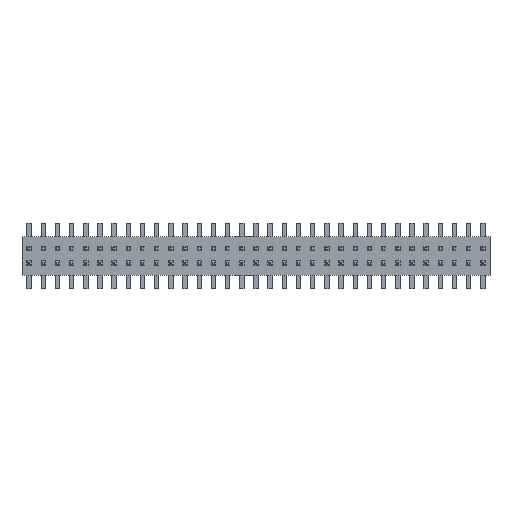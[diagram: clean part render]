
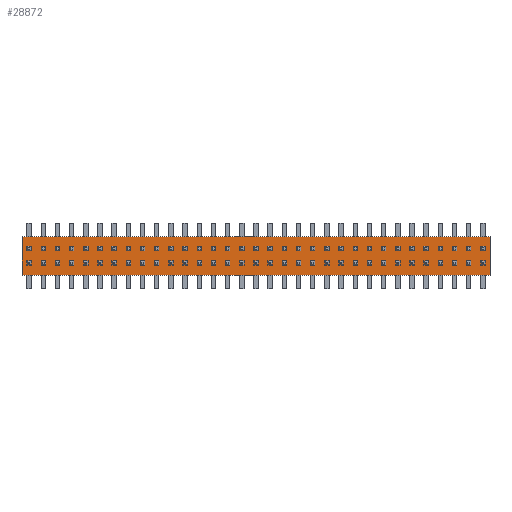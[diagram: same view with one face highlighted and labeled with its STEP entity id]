
A CAD part, top view. The second image highlights one B-rep face of the part: STEP entity #28872.
In plain terms, the highlighted face is planar.
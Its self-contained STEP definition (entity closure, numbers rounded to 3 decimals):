
#28740 = EDGE_CURVE('',#28741,#28743,#28745,.T.);
#28741 = VERTEX_POINT('',#28742);
#28742 = CARTESIAN_POINT('',(-20.955,1.753,-1.715));
#28743 = VERTEX_POINT('',#28744);
#28744 = CARTESIAN_POINT('',(-20.955,1.753,1.715));
#28745 = LINE('',#28746,#28747);
#28746 = CARTESIAN_POINT('',(-20.955,1.753,-1.715));
#28747 = VECTOR('',#28748,1.);
#28748 = DIRECTION('',(0.,0.,1.));
#28780 = EDGE_CURVE('',#28743,#28781,#28783,.T.);
#28781 = VERTEX_POINT('',#28782);
#28782 = CARTESIAN_POINT('',(20.955,1.753,1.715));
#28783 = LINE('',#28784,#28785);
#28784 = CARTESIAN_POINT('',(-20.955,1.753,1.715));
#28785 = VECTOR('',#28786,1.);
#28786 = DIRECTION('',(1.,0.,0.));
#28811 = EDGE_CURVE('',#28781,#28812,#28814,.T.);
#28812 = VERTEX_POINT('',#28813);
#28813 = CARTESIAN_POINT('',(20.955,1.753,-1.715));
#28814 = LINE('',#28815,#28816);
#28815 = CARTESIAN_POINT('',(20.955,1.753,1.715));
#28816 = VECTOR('',#28817,1.);
#28817 = DIRECTION('',(0.,0.,-1.));
#28842 = EDGE_CURVE('',#28812,#28741,#28843,.T.);
#28843 = LINE('',#28844,#28845);
#28844 = CARTESIAN_POINT('',(20.955,1.753,-1.715));
#28845 = VECTOR('',#28846,1.);
#28846 = DIRECTION('',(-1.,0.,0.));
#28872 = ADVANCED_FACE('',(#28873),#28879,.T.);
#28873 = FACE_BOUND('',#28874,.T.);
#28874 = EDGE_LOOP('',(#28875,#28876,#28877,#28878));
#28875 = ORIENTED_EDGE('',*,*,#28740,.T.);
#28876 = ORIENTED_EDGE('',*,*,#28780,.T.);
#28877 = ORIENTED_EDGE('',*,*,#28811,.T.);
#28878 = ORIENTED_EDGE('',*,*,#28842,.T.);
#28879 = PLANE('',#28880);
#28880 = AXIS2_PLACEMENT_3D('',#28881,#28882,#28883);
#28881 = CARTESIAN_POINT('',(0.,1.753,0.));
#28882 = DIRECTION('',(0.,1.,0.));
#28883 = DIRECTION('',(0.,-0.,1.));
